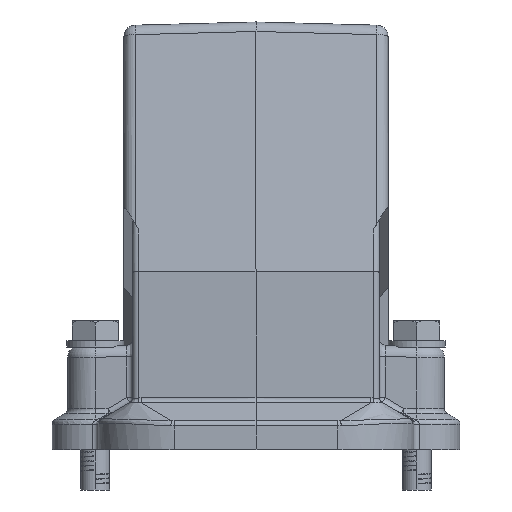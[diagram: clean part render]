
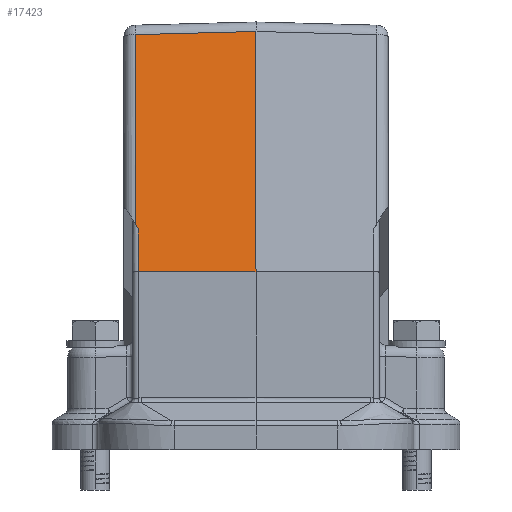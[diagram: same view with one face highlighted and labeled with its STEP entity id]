
A CAD part, left-side view. The second image highlights one B-rep face of the part: STEP entity #17423.
In plain terms, the highlighted planar face has unit normal (-0.985, 0.026, 0.174).
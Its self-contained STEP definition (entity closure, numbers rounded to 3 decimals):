
#602=DIRECTION('',(-0.174,0.,-0.985));
#603=VECTOR('',#602,7.579);
#604=CARTESIAN_POINT('',(-44.896,20.526,26.967));
#605=LINE('',#604,#603);
#622=DIRECTION('',(-0.174,0.,-0.985));
#623=VECTOR('',#622,33.43);
#624=CARTESIAN_POINT('',(-38.918,21.052,60.795));
#625=LINE('',#624,#623);
#1362=DIRECTION('',(-0.026,-1.,0.002));
#1363=VECTOR('',#1362,20.533);
#1364=CARTESIAN_POINT('',(-46.213,20.526,19.503));
#1365=LINE('',#1364,#1363);
#1370=DIRECTION('',(0.164,0.495,0.853));
#1371=VECTOR('',#1370,1.063);
#1372=CARTESIAN_POINT('',(-44.896,20.526,26.967));
#1373=LINE('',#1372,#1371);
#1374=DIRECTION('',(-0.022,-0.999,0.026));
#1375=VECTOR('',#1374,21.065);
#1376=CARTESIAN_POINT('',(-38.918,21.052,60.795));
#1377=LINE('',#1376,#1375);
#3120=DIRECTION('',(0.174,0.,0.985));
#3121=VECTOR('',#3120,42.441);
#3122=CARTESIAN_POINT('',(-46.75,0.,19.55));
#3123=LINE('',#3122,#3121);
#12940=CARTESIAN_POINT('',(-46.213,20.526,
19.503));
#12941=VERTEX_POINT('',#12940);
#12942=CARTESIAN_POINT('',(-46.75,0.,19.55));
#12943=VERTEX_POINT('',#12942);
#13326=CARTESIAN_POINT('',(-39.38,0.,
61.347));
#13327=VERTEX_POINT('',#13326);
#14688=CARTESIAN_POINT('',(-38.918,21.052,
60.795));
#14689=VERTEX_POINT('',#14688);
#14690=CARTESIAN_POINT('',(-44.896,20.526,
26.967));
#14691=VERTEX_POINT('',#14690);
#14692=CARTESIAN_POINT('',(-44.723,21.052,
27.873));
#14693=VERTEX_POINT('',#14692);
#17408=CARTESIAN_POINT('',(-42.794,10.526,
40.4));
#17409=DIRECTION('',(0.984,-0.026,-0.174));
#17410=DIRECTION('',(0.174,0.,0.985));
#17411=AXIS2_PLACEMENT_3D('',#17408,#17409,#17410);
#17412=PLANE('',#17411);
#17413=ORIENTED_EDGE('',*,*,#16173,.F.);
#17414=ORIENTED_EDGE('',*,*,#16185,.T.);
#17415=ORIENTED_EDGE('',*,*,#16202,.F.);
#17417=ORIENTED_EDGE('',*,*,#17416,.T.);
#17419=ORIENTED_EDGE('',*,*,#17418,.F.);
#17420=ORIENTED_EDGE('',*,*,#17401,.F.);
#17421=EDGE_LOOP('',(#17413,#17414,#17415,#17417,#17419,#17420));
#17422=FACE_OUTER_BOUND('',#17421,.F.);
#17423=ADVANCED_FACE('',(#17422),#17412,.F.);
#16173=EDGE_CURVE('',#14691,#12941,#605,.T.);
#16185=EDGE_CURVE('',#14691,#14693,#1373,.T.);
#16202=EDGE_CURVE('',#14689,#14693,#625,.T.);
#17401=EDGE_CURVE('',#12941,#12943,#1365,.T.);
#17416=EDGE_CURVE('',#14689,#13327,#1377,.T.);
#17418=EDGE_CURVE('',#12943,#13327,#3123,.T.);
